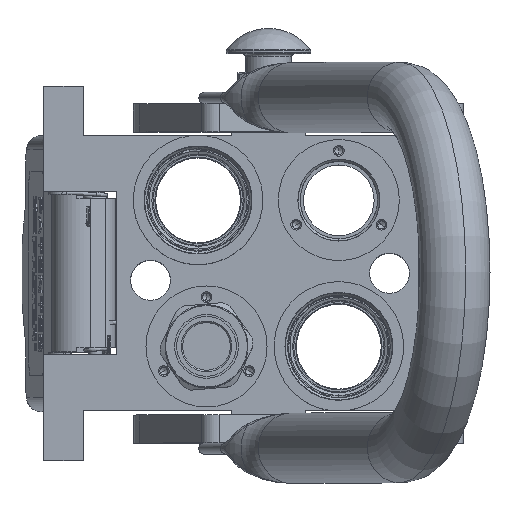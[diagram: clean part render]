
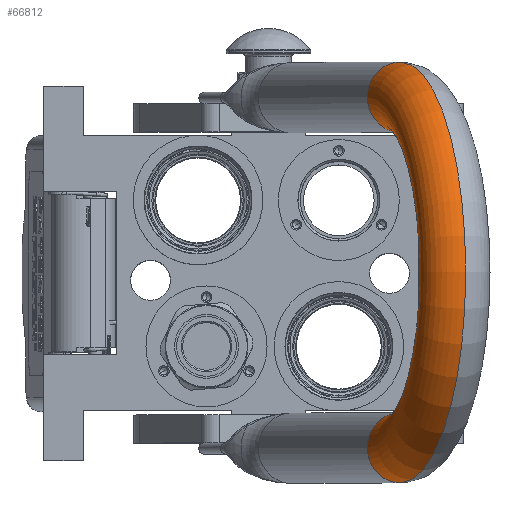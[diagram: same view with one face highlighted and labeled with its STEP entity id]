
A CAD part, top view. The second image highlights one B-rep face of the part: STEP entity #66812.
In plain terms, the highlighted toroidal (fillet/blend) face has major radius 62.25 mm and minor radius 12.5 mm.
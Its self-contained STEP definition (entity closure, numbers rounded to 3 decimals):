
#184 = DIRECTION ( 'NONE',  ( 0., 1., 0. ) ) ;
#1922 = DIRECTION ( 'NONE',  ( 0., 1., 0. ) ) ;
#2210 = DIRECTION ( 'NONE',  ( 1., 0., 0. ) ) ;
#2815 = TOROIDAL_SURFACE ( 'NONE', #44509, 62.25, 12.5 ) ;
#6549 = CIRCLE ( 'NONE', #96844, 49.75 ) ;
#7584 = VERTEX_POINT ( 'NONE', #10067 ) ;
#10067 = CARTESIAN_POINT ( 'NONE',  ( -74.75, 0., 125.25 ) ) ;
#10498 = CARTESIAN_POINT ( 'NONE',  ( 0., 0., 125.25 ) ) ;
#14076 = EDGE_CURVE ( 'NONE', #7584, #99950, #98490, .T. ) ;
#22632 = FACE_OUTER_BOUND ( 'NONE', #96592, .T. ) ;
#23024 = EDGE_CURVE ( 'NONE', #99950, #60358, #6549, .T. ) ;
#39251 = CARTESIAN_POINT ( 'NONE',  ( 49.75, 0., 125.25 ) ) ;
#39734 = CARTESIAN_POINT ( 'NONE',  ( 62.25, 0., 125.25 ) ) ;
#40792 = CARTESIAN_POINT ( 'NONE',  ( 0., 0., 125.25 ) ) ;
#42896 = ORIENTED_EDGE ( 'NONE', *, *, #44144, .F. ) ;
#44144 = EDGE_CURVE ( 'NONE', #7584, #90814, #71549, .T. ) ;
#44509 = AXIS2_PLACEMENT_3D ( 'NONE', #40792, #50649, #118938 ) ;
#45999 = ORIENTED_EDGE ( 'NONE', *, *, #14076, .T. ) ;
#49080 = DIRECTION ( 'NONE',  ( 0., 0., 1. ) ) ;
#49298 = DIRECTION ( 'NONE',  ( -1., 0., 0. ) ) ;
#50649 = DIRECTION ( 'NONE',  ( 0., 1., 0. ) ) ;
#57571 = CARTESIAN_POINT ( 'NONE',  ( -62.25, 0., 125.25 ) ) ;
#60358 = VERTEX_POINT ( 'NONE', #39251 ) ;
#66812 = ADVANCED_FACE ( 'NONE', ( #22632 ), #2815, .T. ) ;
#71392 = AXIS2_PLACEMENT_3D ( 'NONE', #77347, #184, #115808 ) ;
#71549 = CIRCLE ( 'NONE', #71392, 74.75 ) ;
#73721 = AXIS2_PLACEMENT_3D ( 'NONE', #57571, #49080, #97290 ) ;
#77347 = CARTESIAN_POINT ( 'NONE',  ( 0., 0., 125.25 ) ) ;
#86032 = CARTESIAN_POINT ( 'NONE',  ( 74.75, 0., 125.25 ) ) ;
#88354 = DIRECTION ( 'NONE',  ( 0., 0., -1. ) ) ;
#90814 = VERTEX_POINT ( 'NONE', #86032 ) ;
#96592 = EDGE_LOOP ( 'NONE', ( #104743, #123611, #42896, #45999 ) ) ;
#96844 = AXIS2_PLACEMENT_3D ( 'NONE', #10498, #1922, #49298 ) ;
#97290 = DIRECTION ( 'NONE',  ( -1., 0., 0. ) ) ;
#98490 = CIRCLE ( 'NONE', #73721, 12.5 ) ;
#99950 = VERTEX_POINT ( 'NONE', #115301 ) ;
#104743 = ORIENTED_EDGE ( 'NONE', *, *, #23024, .T. ) ;
#107018 = CIRCLE ( 'NONE', #115733, 12.5 ) ;
#113272 = EDGE_CURVE ( 'NONE', #90814, #60358, #107018, .T. ) ;
#115301 = CARTESIAN_POINT ( 'NONE',  ( -49.75, 0., 125.25 ) ) ;
#115733 = AXIS2_PLACEMENT_3D ( 'NONE', #39734, #88354, #2210 ) ;
#115808 = DIRECTION ( 'NONE',  ( -1., 0., 0. ) ) ;
#118938 = DIRECTION ( 'NONE',  ( 1., 0., 0. ) ) ;
#123611 = ORIENTED_EDGE ( 'NONE', *, *, #113272, .F. ) ;
